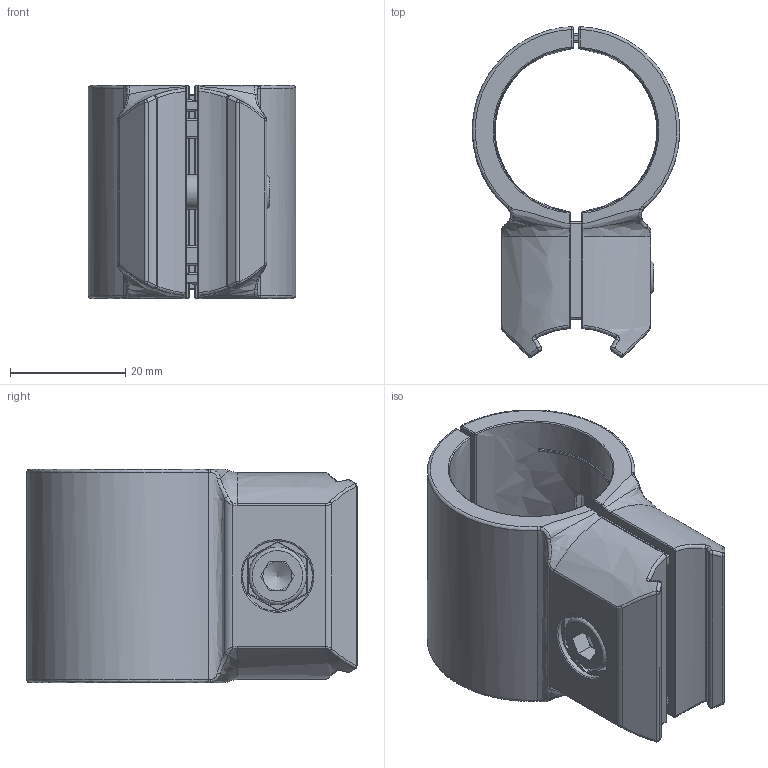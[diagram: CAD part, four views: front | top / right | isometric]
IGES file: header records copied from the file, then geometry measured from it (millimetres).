
Global section: file name: 350019; native system: Autodesk Inventor 2021; preprocessor: unknown; author: Spacek; date: 20201210.181624; units: millimetre
Bounding box: 36 x 57.34 x 37 mm (x, y, z)
Volume: 27928.3 mm3; surface area: 15471.9 mm2
Topology: 4 solids, 4 shells, 637 faces, 1474 edges, 819 vertices
Faces by surface type: bspline 637
